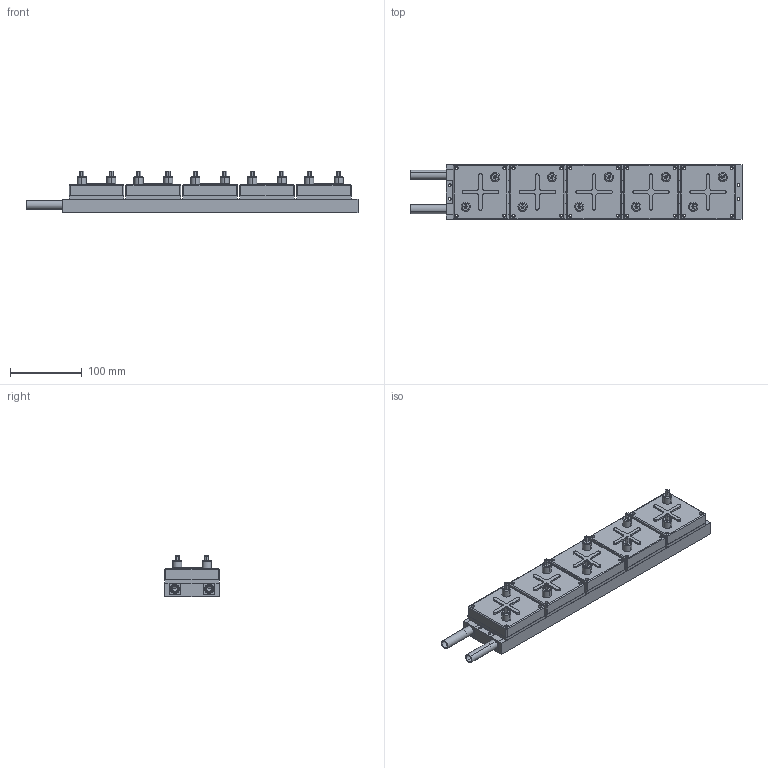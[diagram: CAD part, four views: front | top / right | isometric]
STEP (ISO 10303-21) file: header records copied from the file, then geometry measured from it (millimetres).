
FILE_DESCRIPTION (( 'STEP AP203' ), '1' );
FILE_NAME ('HT-TAP1000-5.STEP', '2017-09-26T13:53:13', ( '' ), ( '' ), 'SwSTEP 2.0', 'SolidWorks 2013', '' );
FILE_SCHEMA (( 'CONFIG_CONTROL_DESIGN' ));
Length unit declared in the file: inch
Products named in the file (11): HT-TAP1000-5; SMALLER GAP FILL; ST-INOUT-15.12-5; BP-TAP1000-5; HT-IN-OUT-ADAPTER-.4OD; TAP1000 RESISTOR; ST-CON-14.02-5; RT-.5OD-2.0; HT-SIDEBYSIDE-CONNECTOR; LARGER GAP FILL
Assembly tree (19 placements, depth 2):
  HT-TAP1000-5
    BP-TAP1000-5
    ST-INOUT-15.12-5
    ST-CON-14.02-5  x2
    ST-INOUT-15.12-5
    TAP1000 RESISTOR  x5
    HT-SIDEBYSIDE-CONNECTOR  x3
    RT-.5OD-2.0  x2
    HT-IN-OUT-ADAPTER-.4OD  x2
    LARGER GAP FILL
    SMALLER GAP FILL
Bounding box: 463.42 x 76.2 x 58.37 mm (x, y, z)
Volume: 1060244 mm3; surface area: 434089.2 mm2
Topology: 24 solids, 24 shells, 831 faces, 2107 edges, 1327 vertices
Faces by surface type: plane 387, cylinder 359, torus 65, sphere 20
Entity records: 12182 total; most frequent: CARTESIAN_POINT 2092, DIRECTION 1889, ORIENTED_EDGE 1770, EDGE_CURVE 885, AXIS2_PLACEMENT_3D 672, VERTEX_POINT 575, LINE 545, VECTOR 545
